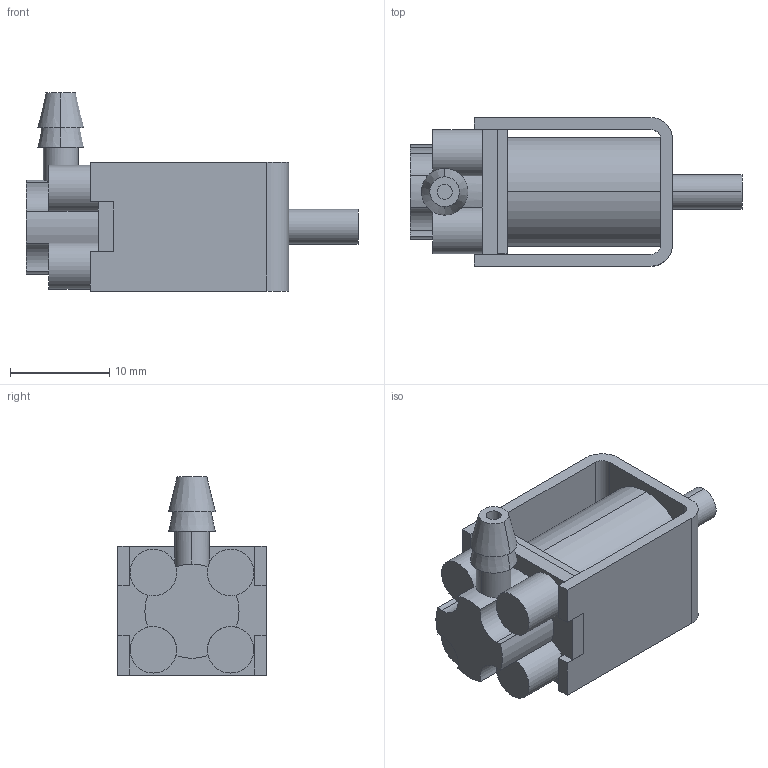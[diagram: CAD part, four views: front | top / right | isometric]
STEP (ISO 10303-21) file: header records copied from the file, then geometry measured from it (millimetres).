
FILE_DESCRIPTION (( 'STEP AP214' ), '1' );
FILE_NAME ('Solenoid valves DC 12V-0520E 萇棠邿ァ概.step', '2016-10-28T04:20:23', ( 'dell' ), ( '' ), 'SwSTEP 2.0', 'SolidWorks 2013', '' );
FILE_SCHEMA (( 'AUTOMOTIVE_DESIGN' ));
Length unit declared in the file: millimetre
Products named in the file (1): Solenoid valves DC 12V-0520E 萇棠邿ァ概
Bounding box: 33.5 x 15 x 20 mm (x, y, z)
Volume: 3525.7 mm3; surface area: 3952.1 mm2
Topology: 7 solids, 7 shells, 90 faces, 209 edges, 138 vertices
Faces by surface type: plane 54, cylinder 32, cone 4
Entity records: 3225 total; most frequent: CARTESIAN_POINT 490, DIRECTION 453, ORIENTED_EDGE 418, EDGE_CURVE 209, AXIS2_PLACEMENT_3D 159, VERTEX_POINT 138, LINE 135, VECTOR 135
